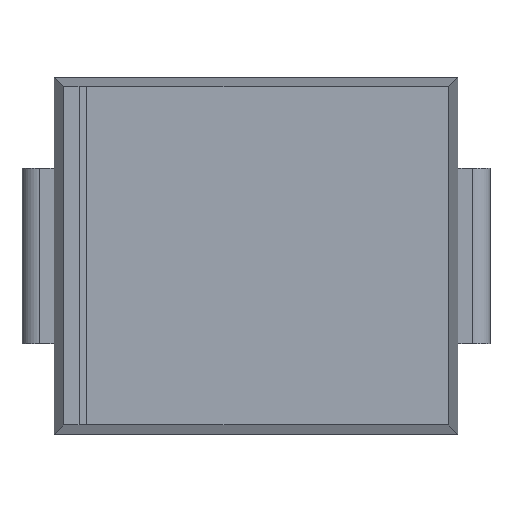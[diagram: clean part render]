
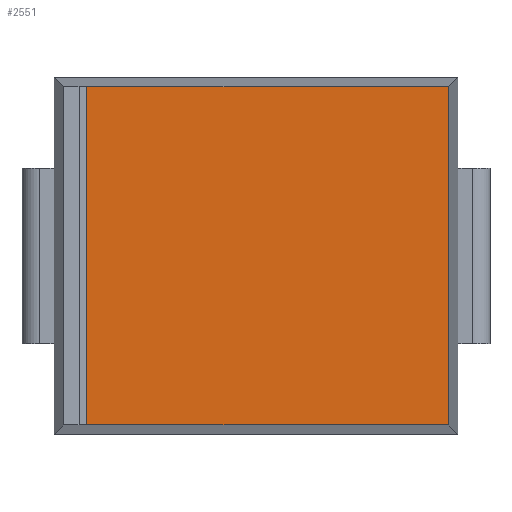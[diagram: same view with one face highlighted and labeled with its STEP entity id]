
A CAD part, top view. The second image highlights one B-rep face of the part: STEP entity #2551.
In plain terms, the highlighted planar face has unit normal (0, 0, 1).
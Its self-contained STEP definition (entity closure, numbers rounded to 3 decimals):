
#287 = ORIENTED_EDGE ( 'NONE', *, *, #1804, .F. ) ;
#560 = ORIENTED_EDGE ( 'NONE', *, *, #2751, .T. ) ;
#643 = CARTESIAN_POINT ( 'NONE',  ( 0., 0., 1.3 ) ) ;
#673 = CARTESIAN_POINT ( 'NONE',  ( 0., 2.89, 1.3 ) ) ;
#701 = DIRECTION ( 'NONE',  ( 1., 0., 0. ) ) ;
#852 = CARTESIAN_POINT ( 'NONE',  ( -2.894, 2.89, 1.3 ) ) ;
#867 = VECTOR ( 'NONE', #2005, 1000. ) ;
#973 = PLANE ( 'NONE',  #3824 ) ;
#985 = DIRECTION ( 'NONE',  ( -1., 0., 0. ) ) ;
#1039 = LINE ( 'NONE', #673, #3686 ) ;
#1066 = VECTOR ( 'NONE', #701, 1000. ) ;
#1126 = EDGE_CURVE ( 'NONE', #3759, #2196, #1698, .T. ) ;
#1210 = CARTESIAN_POINT ( 'NONE',  ( 3.29, -2.89, 1.3 ) ) ;
#1326 = LINE ( 'NONE', #1807, #2133 ) ;
#1698 = LINE ( 'NONE', #3350, #867 ) ;
#1767 = VERTEX_POINT ( 'NONE', #4075 ) ;
#1789 = DIRECTION ( 'NONE',  ( 0., 1., 0. ) ) ;
#1804 = EDGE_CURVE ( 'NONE', #1767, #4210, #1326, .T. ) ;
#1807 = CARTESIAN_POINT ( 'NONE',  ( -2.894, 0., 1.3 ) ) ;
#2005 = DIRECTION ( 'NONE',  ( 0., 1., 0. ) ) ;
#2032 = CARTESIAN_POINT ( 'NONE',  ( 3.29, 2.89, 1.3 ) ) ;
#2133 = VECTOR ( 'NONE', #1789, 1000. ) ;
#2196 = VERTEX_POINT ( 'NONE', #2032 ) ;
#2419 = EDGE_LOOP ( 'NONE', ( #287, #560, #2490, #3880 ) ) ;
#2422 = DIRECTION ( 'NONE',  ( -1., 0., 0. ) ) ;
#2490 = ORIENTED_EDGE ( 'NONE', *, *, #1126, .T. ) ;
#2551 = ADVANCED_FACE ( 'NONE', ( #3093 ), #973, .F. ) ;
#2751 = EDGE_CURVE ( 'NONE', #1767, #3759, #3703, .T. ) ;
#3083 = DIRECTION ( 'NONE',  ( 0., 0., -1. ) ) ;
#3093 = FACE_OUTER_BOUND ( 'NONE', #2419, .T. ) ;
#3133 = CARTESIAN_POINT ( 'NONE',  ( 0., -2.89, 1.3 ) ) ;
#3350 = CARTESIAN_POINT ( 'NONE',  ( 3.29, 0., 1.3 ) ) ;
#3686 = VECTOR ( 'NONE', #2422, 1000. ) ;
#3703 = LINE ( 'NONE', #3133, #1066 ) ;
#3759 = VERTEX_POINT ( 'NONE', #1210 ) ;
#3824 = AXIS2_PLACEMENT_3D ( 'NONE', #643, #3083, #985 ) ;
#3880 = ORIENTED_EDGE ( 'NONE', *, *, #4016, .T. ) ;
#4016 = EDGE_CURVE ( 'NONE', #2196, #4210, #1039, .T. ) ;
#4075 = CARTESIAN_POINT ( 'NONE',  ( -2.894, -2.89, 1.3 ) ) ;
#4210 = VERTEX_POINT ( 'NONE', #852 ) ;
